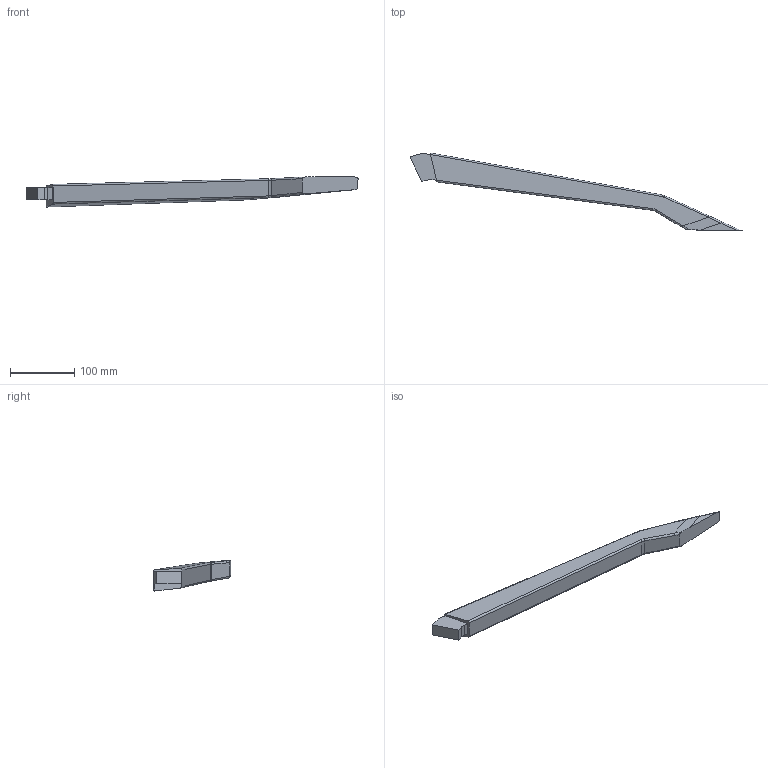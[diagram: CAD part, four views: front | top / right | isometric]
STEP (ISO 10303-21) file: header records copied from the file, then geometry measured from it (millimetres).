
FILE_DESCRIPTION(/* description */ (''),/* implementation_level */ '2;1');
FILE_NAME(/* name */ 'horn.stp',/* time_stamp */ '2020-02-08T12:42:56-08:00',/* author */ ('valer'),/* organization */ (''),/* preprocessor_version */ 'ST-DEVELOPER v18',/* originating_system */ 'Autodesk Inventor 2020',/* authorisation */ '');
FILE_SCHEMA (('AUTOMOTIVE_DESIGN { 1 0 10303 214 3 1 1 }'));
Length unit declared in the file: inch
Products named in the file (1): switchback
Bounding box: 515.6 x 121.1 x 46.77 mm (x, y, z)
Volume: 473327.7 mm3; surface area: 62028 mm2
Topology: 1 solids, 1 shells, 41 faces, 104 edges, 65 vertices
Faces by surface type: plane 18, cylinder 16, bspline 6, sphere 1
Entity records: 1405 total; most frequent: CARTESIAN_POINT 374, ORIENTED_EDGE 208, DIRECTION 206, EDGE_CURVE 104, AXIS2_PLACEMENT_3D 73, VERTEX_POINT 65, LINE 60, VECTOR 60
